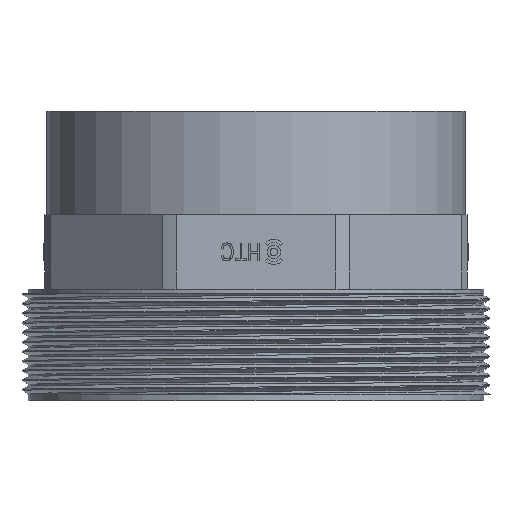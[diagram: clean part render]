
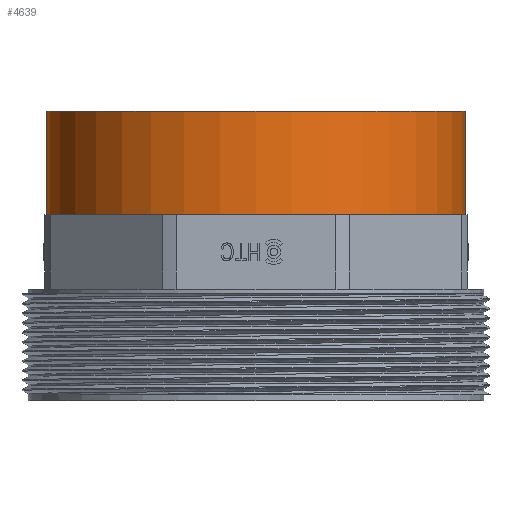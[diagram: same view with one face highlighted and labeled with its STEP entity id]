
A CAD part, front view. The second image highlights one B-rep face of the part: STEP entity #4639.
In plain terms, the highlighted cylindrical face has radius 50.5 mm (diameter 101 mm), a full revolution.
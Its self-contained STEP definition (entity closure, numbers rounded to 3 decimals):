
#300=FACE_OUTER_BOUND('',#583,.T.);
#583=EDGE_LOOP('',(#3445,#3446,#3447,#3448));
#832=CIRCLE('',#4933,50.5);
#833=CIRCLE('',#4934,50.5);
#1204=LINE('',#21312,#1653);
#1653=VECTOR('',#5415,50.5);
#2194=VERTEX_POINT('',#21309);
#2195=VERTEX_POINT('',#21311);
#2703=EDGE_CURVE('',#2194,#2194,#832,.T.);
#2704=EDGE_CURVE('',#2194,#2195,#1204,.T.);
#2705=EDGE_CURVE('',#2195,#2195,#833,.T.);
#3445=ORIENTED_EDGE('',*,*,#2703,.T.);
#3446=ORIENTED_EDGE('',*,*,#2704,.T.);
#3447=ORIENTED_EDGE('',*,*,#2705,.T.);
#3448=ORIENTED_EDGE('',*,*,#2704,.F.);
#4565=CYLINDRICAL_SURFACE('',#4932,50.5);
#4639=ADVANCED_FACE('',(#300),#4565,.T.);
#4932=AXIS2_PLACEMENT_3D('',#21308,#5411,#5412);
#4933=AXIS2_PLACEMENT_3D('',#21310,#5413,#5414);
#4934=AXIS2_PLACEMENT_3D('',#21313,#5416,#5417);
#5411=DIRECTION('center_axis',(0.,0.,1.));
#5412=DIRECTION('ref_axis',(1.,0.,0.));
#5413=DIRECTION('center_axis',(0.,0.,-1.));
#5414=DIRECTION('ref_axis',(1.,0.,0.));
#5415=DIRECTION('',(0.,0.,-1.));
#5416=DIRECTION('center_axis',(0.,0.,1.));
#5417=DIRECTION('ref_axis',(1.,0.,0.));
#21308=CARTESIAN_POINT('Origin',(0.,0.,45.));
#21309=CARTESIAN_POINT('',(-50.5,0.,70.));
#21310=CARTESIAN_POINT('Origin',(0.,0.,70.));
#21311=CARTESIAN_POINT('',(-50.5,0.,45.));
#21312=CARTESIAN_POINT('',(-50.5,0.,45.));
#21313=CARTESIAN_POINT('Origin',(0.,0.,45.));
